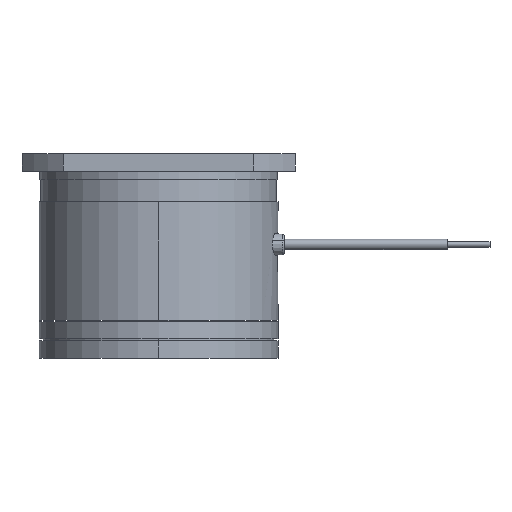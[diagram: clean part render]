
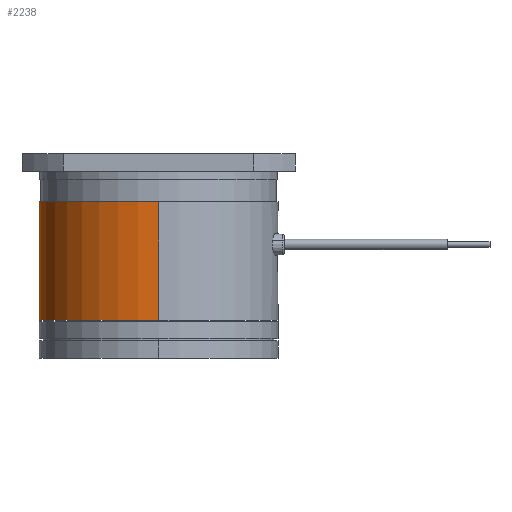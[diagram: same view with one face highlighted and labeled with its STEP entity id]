
A CAD part, left-side view. The second image highlights one B-rep face of the part: STEP entity #2238.
In plain terms, the highlighted cylindrical face has radius 14 mm (diameter 28 mm), a partial arc.
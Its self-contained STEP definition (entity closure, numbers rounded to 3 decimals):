
#39 = EDGE_CURVE ( 'NONE', #464, #5171, #6021, .T. ) ;
#464 = VERTEX_POINT ( 'NONE', #6011 ) ;
#556 = DIRECTION ( 'NONE',  ( 1., 0., 0. ) ) ;
#768 = ORIENTED_EDGE ( 'NONE', *, *, #6028, .F. ) ;
#807 = AXIS2_PLACEMENT_3D ( 'NONE', #1218, #5681, #556 ) ;
#1218 = CARTESIAN_POINT ( 'NONE',  ( 0., 0., -3.941 ) ) ;
#1297 = FACE_OUTER_BOUND ( 'NONE', #2392, .T. ) ;
#2032 = DIRECTION ( 'NONE',  ( 0., 0., 1. ) ) ;
#2153 = LINE ( 'NONE', #6081, #2969 ) ;
#2238 = ADVANCED_FACE ( 'NONE', ( #1297 ), #2961, .T. ) ;
#2287 = DIRECTION ( 'NONE',  ( 0., 0., 1. ) ) ;
#2343 = VERTEX_POINT ( 'NONE', #6877 ) ;
#2392 = EDGE_LOOP ( 'NONE', ( #7083, #6280, #768, #5485 ) ) ;
#2586 = CARTESIAN_POINT ( 'NONE',  ( 0., 0., -19.5 ) ) ;
#2920 = DIRECTION ( 'NONE',  ( 0., 0., 1. ) ) ;
#2961 = CYLINDRICAL_SURFACE ( 'NONE', #807, 14. ) ;
#2969 = VECTOR ( 'NONE', #2920, 1000. ) ;
#4553 = CARTESIAN_POINT ( 'NONE',  ( 14., 0., -5.6 ) ) ;
#4683 = CARTESIAN_POINT ( 'NONE',  ( 0., 0., -5.6 ) ) ;
#4786 = EDGE_CURVE ( 'NONE', #464, #5959, #6841, .T. ) ;
#4831 = CARTESIAN_POINT ( 'NONE',  ( 14., 0., -3.941 ) ) ;
#5171 = VERTEX_POINT ( 'NONE', #4553 ) ;
#5485 = ORIENTED_EDGE ( 'NONE', *, *, #39, .F. ) ;
#5681 = DIRECTION ( 'NONE',  ( 0., 0., 1. ) ) ;
#5935 = DIRECTION ( 'NONE',  ( 0., 0., 1. ) ) ;
#5959 = VERTEX_POINT ( 'NONE', #6766 ) ;
#6011 = CARTESIAN_POINT ( 'NONE',  ( 14., 0., -19.5 ) ) ;
#6021 = LINE ( 'NONE', #4831, #6464 ) ;
#6028 = EDGE_CURVE ( 'NONE', #5171, #2343, #6837, .T. ) ;
#6081 = CARTESIAN_POINT ( 'NONE',  ( -14., 0., -3.941 ) ) ;
#6108 = AXIS2_PLACEMENT_3D ( 'NONE', #2586, #2287, #7105 ) ;
#6280 = ORIENTED_EDGE ( 'NONE', *, *, #7064, .T. ) ;
#6384 = AXIS2_PLACEMENT_3D ( 'NONE', #4683, #5935, #6951 ) ;
#6464 = VECTOR ( 'NONE', #2032, 1000. ) ;
#6766 = CARTESIAN_POINT ( 'NONE',  ( -14., 0., -19.5 ) ) ;
#6837 = CIRCLE ( 'NONE', #6384, 14. ) ;
#6841 = CIRCLE ( 'NONE', #6108, 14. ) ;
#6877 = CARTESIAN_POINT ( 'NONE',  ( -14., 0., -5.6 ) ) ;
#6951 = DIRECTION ( 'NONE',  ( 1., 0., 0. ) ) ;
#7064 = EDGE_CURVE ( 'NONE', #5959, #2343, #2153, .T. ) ;
#7083 = ORIENTED_EDGE ( 'NONE', *, *, #4786, .T. ) ;
#7105 = DIRECTION ( 'NONE',  ( 0., 1., 0. ) ) ;
